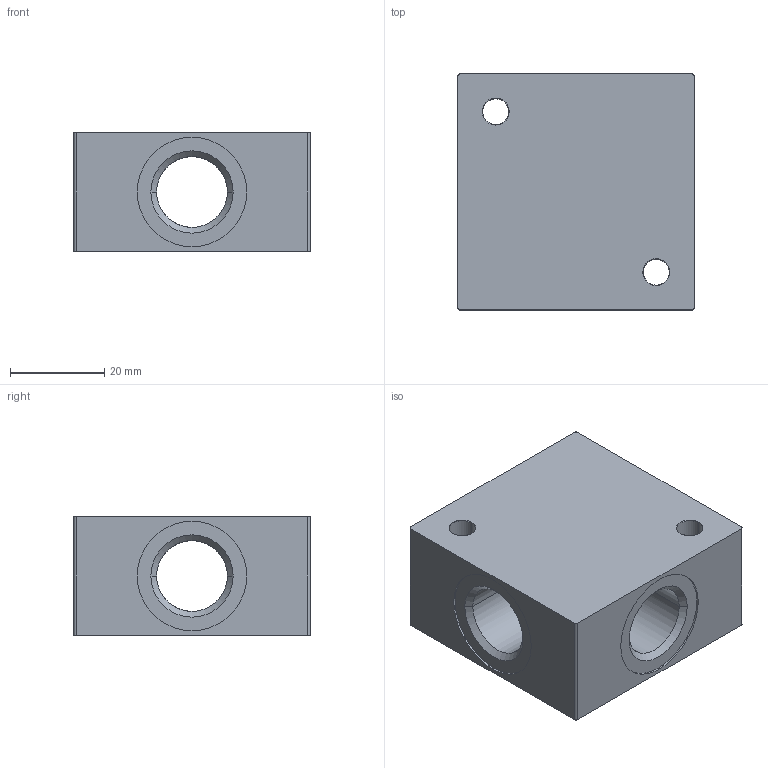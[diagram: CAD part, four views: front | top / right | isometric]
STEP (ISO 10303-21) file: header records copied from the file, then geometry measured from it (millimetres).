
FILE_DESCRIPTION (( 'STEP AP203' ), '1' );
FILE_NAME ('05190003.STEP', '2010-09-13T12:41:15', ( 'Flavio' ), ( '' ), 'SwSTEP 2.0', 'SolidWorks 2009', '' );
FILE_SCHEMA (( 'CONFIG_CONTROL_DESIGN' ));
Length unit declared in the file: millimetre
Products named in the file (1): 05190003
Bounding box: 50 x 50 x 25 mm (x, y, z)
Volume: 45348.3 mm3; surface area: 13764.8 mm2
Topology: 1 solids, 1 shells, 50 faces, 116 edges, 70 vertices
Faces by surface type: cylinder 24, cone 16, plane 10
Entity records: 1517 total; most frequent: DIRECTION 266, CARTESIAN_POINT 261, ORIENTED_EDGE 232, EDGE_CURVE 116, AXIS2_PLACEMENT_3D 107, VERTEX_POINT 70, EDGE_LOOP 62, CIRCLE 56
